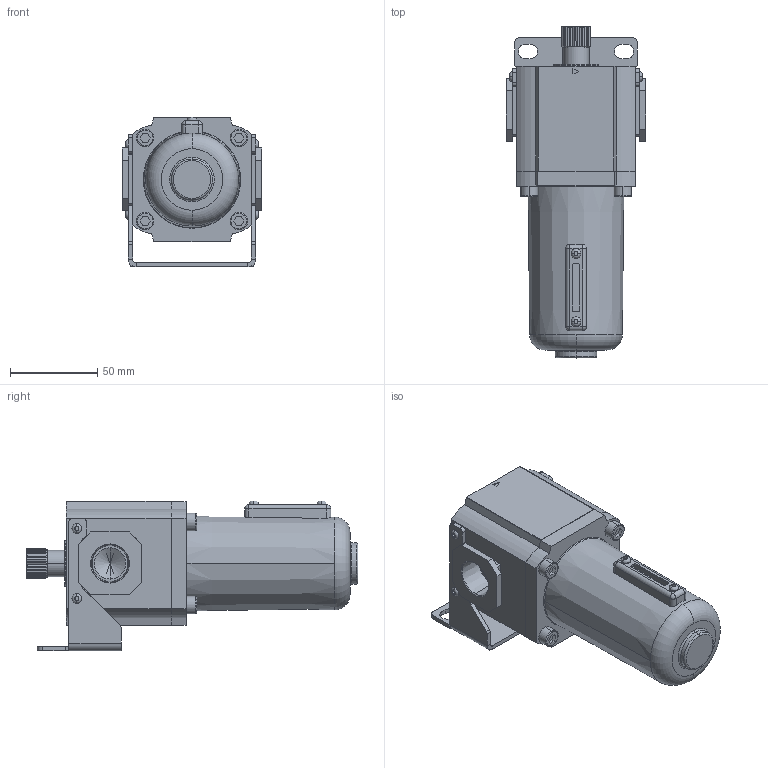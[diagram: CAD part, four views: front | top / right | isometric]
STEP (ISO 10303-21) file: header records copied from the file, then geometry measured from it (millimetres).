
FILE_DESCRIPTION (( 'STEP AP203' ), '1' );
FILE_NAME ('AL-44-D.step', '2015-11-09T22:41:05', ( '' ), ( '' ), 'SwSTEP 2.0', 'SolidWorks 2015', '' );
FILE_SCHEMA (( 'CONFIG_CONTROL_DESIGN' ));
Length unit declared in the file: millimetre
Products named in the file (1): AL-44-D
Bounding box: 80 x 189.73 x 85.7 mm (x, y, z)
Volume: 542916.3 mm3; surface area: 72286.2 mm2
Topology: 7 solids, 7 shells, 575 faces, 1488 edges, 956 vertices
Faces by surface type: plane 335, cylinder 110, bspline 72, torus 32, cone 18, sphere 8
Entity records: 21957 total; most frequent: CARTESIAN_POINT 8400, ORIENTED_EDGE 2952, DIRECTION 2514, EDGE_CURVE 1476, VERTEX_POINT 956, LINE 862, VECTOR 862, AXIS2_PLACEMENT_3D 826
